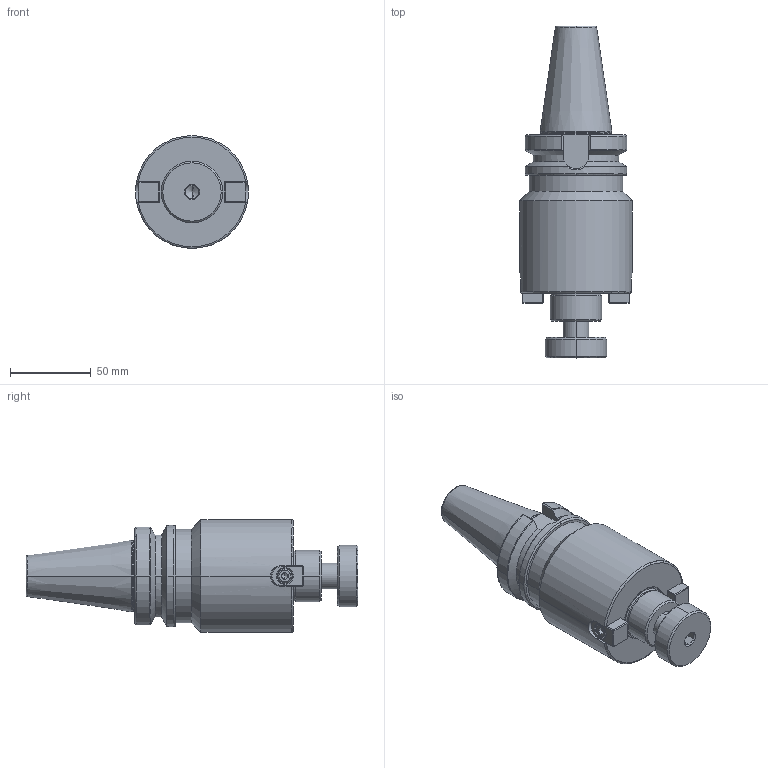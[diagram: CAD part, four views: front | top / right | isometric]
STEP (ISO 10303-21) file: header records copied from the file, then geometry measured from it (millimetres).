
FILE_DESCRIPTION (( 'STEP AP203' ), '1' );
FILE_NAME ('BT40-FMA1.25in-100.STEP', '2021-01-11T03:44:23', ( '微软用户' ), ( '微软中国' ), 'SwSTEP 2.0', 'SolidWorks 2016', '' );
FILE_SCHEMA (( 'CONFIG_CONTROL_DESIGN' ));
Length unit declared in the file: millimetre
Products named in the file (5): BT40-FMA31.75-100; 31.75; 5-8-18UNF-2A; hexagon socket head cap screws gb_GB_FASTENER_SCREWS_HSHCS M5X12-N; BT40-FMA1.25in-100
Assembly tree (6 placements, depth 2):
  BT40-FMA1.25in-100
    BT40-FMA31.75-100
    31.75  x2
    5-8-18UNF-2A
    hexagon socket head cap screws gb_GB_FASTENER_SCREWS_HSHCS M5X12-N  x2
Bounding box: 69.85 x 205.55 x 69.85 mm (x, y, z)
Volume: 401235.6 mm3; surface area: 55040.7 mm2
Topology: 6 solids, 6 shells, 262 faces, 615 edges, 369 vertices
Faces by surface type: plane 109, cone 61, cylinder 58, bspline 26, torus 8
Entity records: 8585 total; most frequent: CARTESIAN_POINT 3295, DIRECTION 987, ORIENTED_EDGE 986, EDGE_CURVE 493, AXIS2_PLACEMENT_3D 379, VERTEX_POINT 304, VECTOR 229, LINE 229
